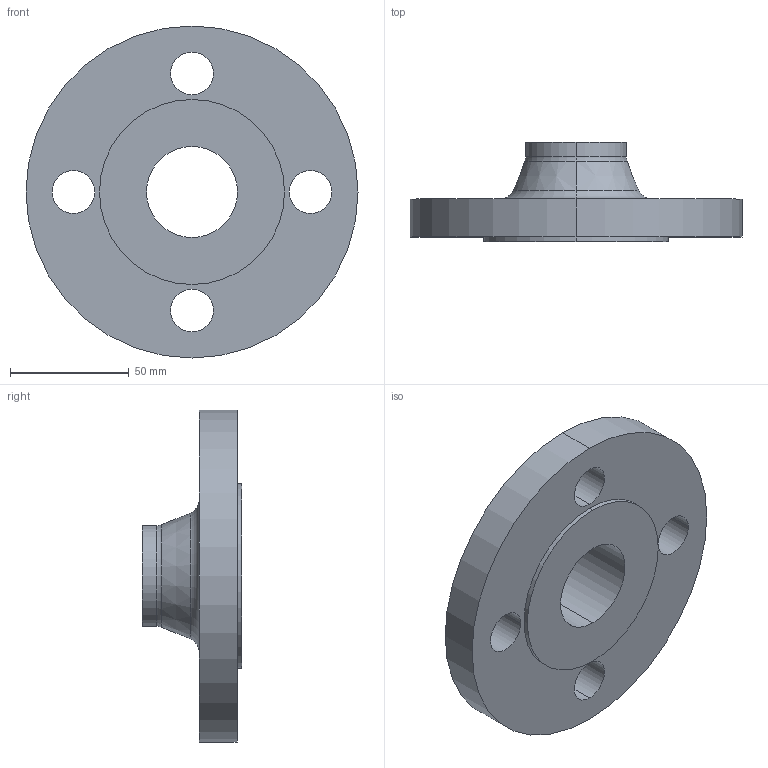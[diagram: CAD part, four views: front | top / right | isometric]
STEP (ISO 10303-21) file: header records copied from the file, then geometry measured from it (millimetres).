
FILE_DESCRIPTION (( 'STEP AP203' ), '1' );
FILE_NAME ('3D_R286-PN40_DN42.4_176339160.STEP', '2024-07-05T14:33:04', ( '' ), ( '' ), 'SwSTEP 2.0', 'SolidWorks 2024', '' );
FILE_SCHEMA (( 'CONFIG_CONTROL_DESIGN' ));
Length unit declared in the file: millimetre
Products named in the file (1): 3D_R286-PN40_DN42.4_176339160
Bounding box: 140 x 42 x 140 mm (x, y, z)
Volume: 233791.9 mm3; surface area: 45191.4 mm2
Topology: 1 solids, 1 shells, 26 faces, 60 edges, 38 vertices
Faces by surface type: cylinder 16, torus 4, plane 4, cone 2
Entity records: 855 total; most frequent: DIRECTION 156, CARTESIAN_POINT 125, ORIENTED_EDGE 120, AXIS2_PLACEMENT_3D 69, EDGE_CURVE 60, CIRCLE 42, EDGE_LOOP 38, VERTEX_POINT 38
